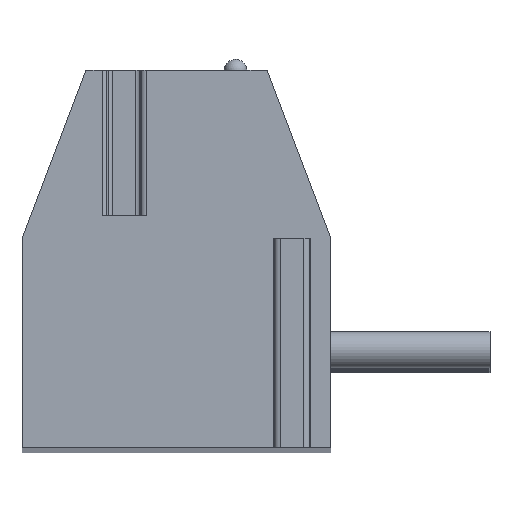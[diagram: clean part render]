
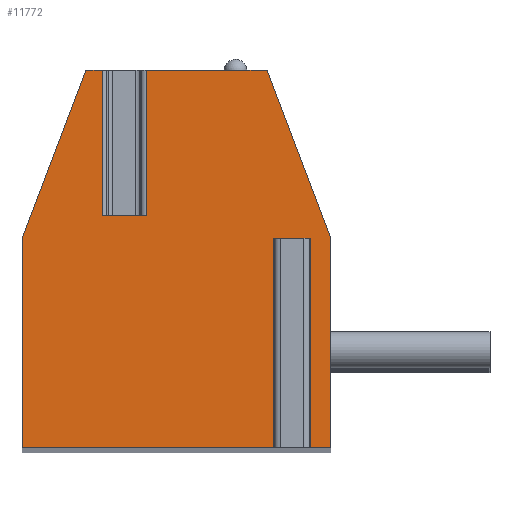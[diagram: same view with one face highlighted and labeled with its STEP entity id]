
A CAD part, top view. The second image highlights one B-rep face of the part: STEP entity #11772.
In plain terms, the highlighted planar face has unit normal (0, 0, 1).
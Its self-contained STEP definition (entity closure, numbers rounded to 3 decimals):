
#13=DIRECTION('',(0.,1.,0.));
#14=VECTOR('',#13,3.2);
#15=CARTESIAN_POINT('',(-1.636,1.,62.865));
#16=LINE('',#15,#14);
#17=DIRECTION('',(1.,0.,0.));
#18=VECTOR('',#17,0.972);
#19=CARTESIAN_POINT('',(-1.636,1.,62.865));
#20=LINE('',#19,#18);
#21=DIRECTION('',(0.,1.,0.));
#22=VECTOR('',#21,3.2);
#23=CARTESIAN_POINT('',(-0.664,1.,62.865));
#24=LINE('',#23,#22);
#25=DIRECTION('',(-1.,0.,0.));
#26=VECTOR('',#25,2.659);
#27=CARTESIAN_POINT('',(1.995,4.2,62.865));
#28=LINE('',#27,#26);
#29=DIRECTION('',(-0.355,0.935,0.));
#30=VECTOR('',#29,3.958);
#31=CARTESIAN_POINT('',(3.4,0.5,62.865));
#32=LINE('',#31,#30);
#33=DIRECTION('',(0.,1.,0.));
#34=VECTOR('',#33,4.6);
#35=CARTESIAN_POINT('',(3.4,-4.1,62.865));
#36=LINE('',#35,#34);
#37=DIRECTION('',(1.,0.,0.));
#38=VECTOR('',#37,0.625);
#39=CARTESIAN_POINT('',(2.775,-4.1,62.865));
#40=LINE('',#39,#38);
#41=DIRECTION('',(0.,1.,0.));
#42=VECTOR('',#41,4.6);
#43=CARTESIAN_POINT('',(2.775,-4.1,62.865));
#44=LINE('',#43,#42);
#45=DIRECTION('',(-1.,0.,0.));
#46=VECTOR('',#45,0.45);
#47=CARTESIAN_POINT('',(2.775,0.5,62.865));
#48=LINE('',#47,#46);
#49=DIRECTION('',(0.,1.,0.));
#50=VECTOR('',#49,4.6);
#51=CARTESIAN_POINT('',(2.325,-4.1,62.865));
#52=LINE('',#51,#50);
#53=DIRECTION('',(1.,0.,0.));
#54=VECTOR('',#53,5.725);
#55=CARTESIAN_POINT('',(-3.4,-4.1,62.865));
#56=LINE('',#55,#54);
#57=DIRECTION('',(0.,-1.,0.));
#58=VECTOR('',#57,4.6);
#59=CARTESIAN_POINT('',(-3.4,0.5,62.865));
#60=LINE('',#59,#58);
#61=DIRECTION('',(-0.355,-0.935,0.));
#62=VECTOR('',#61,3.958);
#63=CARTESIAN_POINT('',(-1.995,4.2,62.865));
#64=LINE('',#63,#62);
#65=DIRECTION('',(-1.,0.,0.));
#66=VECTOR('',#65,0.359);
#67=CARTESIAN_POINT('',(-1.636,4.2,62.865));
#68=LINE('',#67,#66);
#9233=CARTESIAN_POINT('',(-1.995,4.2,62.865));
#9234=CARTESIAN_POINT('',(-3.4,0.5,62.865));
#9235=VERTEX_POINT('',#9233);
#9236=VERTEX_POINT('',#9234);
#9237=CARTESIAN_POINT('',(-3.4,-4.1,62.865));
#9238=VERTEX_POINT('',#9237);
#9239=CARTESIAN_POINT('',(3.4,-4.1,62.865));
#9240=CARTESIAN_POINT('',(3.4,0.5,62.865));
#9241=VERTEX_POINT('',#9239);
#9242=VERTEX_POINT('',#9240);
#9243=CARTESIAN_POINT('',(1.995,4.2,62.865));
#9244=VERTEX_POINT('',#9243);
#9281=CARTESIAN_POINT('',(2.775,0.5,62.865));
#9282=CARTESIAN_POINT('',(2.325,0.5,62.865));
#9283=VERTEX_POINT('',#9281);
#9284=VERTEX_POINT('',#9282);
#9285=CARTESIAN_POINT('',(2.325,-4.1,62.865));
#9286=VERTEX_POINT('',#9285);
#9287=CARTESIAN_POINT('',(2.775,-4.1,62.865));
#9288=VERTEX_POINT('',#9287);
#9349=CARTESIAN_POINT('',(-1.636,1.,62.865));
#9350=CARTESIAN_POINT('',(-1.636,4.2,62.865));
#9351=VERTEX_POINT('',#9349);
#9352=VERTEX_POINT('',#9350);
#9353=CARTESIAN_POINT('',(-0.664,1.,62.865));
#9354=CARTESIAN_POINT('',(-0.664,4.2,62.865));
#9355=VERTEX_POINT('',#9353);
#9356=VERTEX_POINT('',#9354);
#11737=CARTESIAN_POINT('',(0.,0.,62.865));
#11738=DIRECTION('',(0.,0.,1.));
#11739=DIRECTION('',(1.,0.,0.));
#11740=AXIS2_PLACEMENT_3D('',#11737,#11738,#11739);
#11741=PLANE('',#11740);
#11743=ORIENTED_EDGE('',*,*,#11742,.F.);
#11745=ORIENTED_EDGE('',*,*,#11744,.T.);
#11747=ORIENTED_EDGE('',*,*,#11746,.T.);
#11749=ORIENTED_EDGE('',*,*,#11748,.F.);
#11751=ORIENTED_EDGE('',*,*,#11750,.F.);
#11753=ORIENTED_EDGE('',*,*,#11752,.F.);
#11755=ORIENTED_EDGE('',*,*,#11754,.F.);
#11757=ORIENTED_EDGE('',*,*,#11756,.T.);
#11759=ORIENTED_EDGE('',*,*,#11758,.T.);
#11761=ORIENTED_EDGE('',*,*,#11760,.F.);
#11763=ORIENTED_EDGE('',*,*,#11762,.F.);
#11765=ORIENTED_EDGE('',*,*,#11764,.F.);
#11767=ORIENTED_EDGE('',*,*,#11766,.F.);
#11769=ORIENTED_EDGE('',*,*,#11768,.F.);
#11770=EDGE_LOOP('',(#11743,#11745,#11747,#11749,#11751,#11753,#11755,#11757,
#11759,#11761,#11763,#11765,#11767,#11769));
#11771=FACE_OUTER_BOUND('',#11770,.F.);
#11742=EDGE_CURVE('',#9351,#9352,#16,.T.);
#11744=EDGE_CURVE('',#9351,#9355,#20,.T.);
#11746=EDGE_CURVE('',#9355,#9356,#24,.T.);
#11748=EDGE_CURVE('',#9244,#9356,#28,.T.);
#11750=EDGE_CURVE('',#9242,#9244,#32,.T.);
#11752=EDGE_CURVE('',#9241,#9242,#36,.T.);
#11754=EDGE_CURVE('',#9288,#9241,#40,.T.);
#11756=EDGE_CURVE('',#9288,#9283,#44,.T.);
#11758=EDGE_CURVE('',#9283,#9284,#48,.T.);
#11760=EDGE_CURVE('',#9286,#9284,#52,.T.);
#11762=EDGE_CURVE('',#9238,#9286,#56,.T.);
#11764=EDGE_CURVE('',#9236,#9238,#60,.T.);
#11766=EDGE_CURVE('',#9235,#9236,#64,.T.);
#11768=EDGE_CURVE('',#9352,#9235,#68,.T.);
#11772=ADVANCED_FACE('',(#11771),#11741,.T.);
